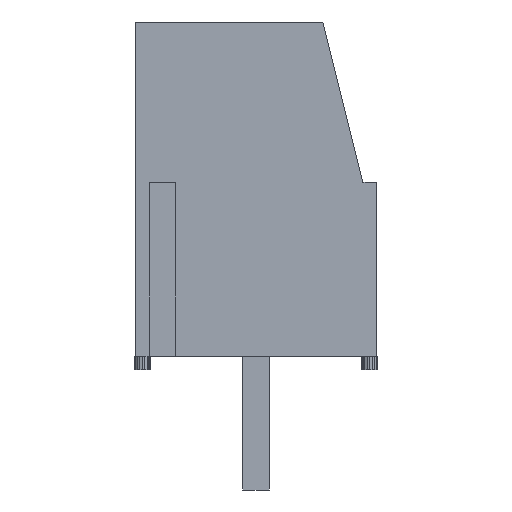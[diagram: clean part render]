
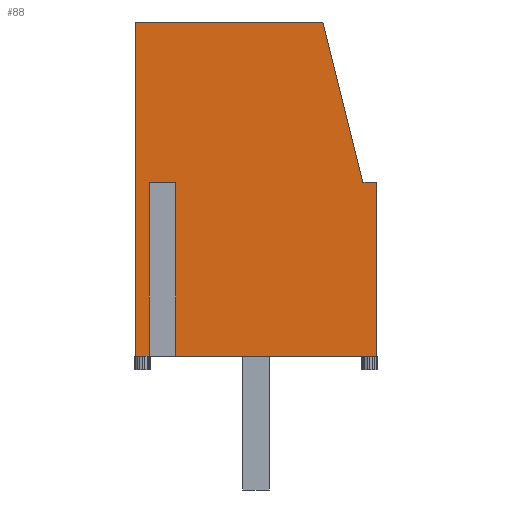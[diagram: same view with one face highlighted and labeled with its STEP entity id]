
A CAD part, left-side view. The second image highlights one B-rep face of the part: STEP entity #88.
In plain terms, the highlighted planar face has unit normal (-1, 0, 0).
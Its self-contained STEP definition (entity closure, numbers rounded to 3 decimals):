
#22 = VERTEX_POINT('',#23);
#23 = CARTESIAN_POINT('',(-2.59,3.467,7.));
#40 = VERTEX_POINT('',#41);
#41 = CARTESIAN_POINT('',(-2.59,3.533,7.));
#47 = EDGE_CURVE('',#22,#40,#48,.T.);
#48 = LINE('',#49,#50);
#49 = CARTESIAN_POINT('',(-2.59,1.891,7.));
#50 = VECTOR('',#51,1.);
#51 = DIRECTION('',(0.,1.,0.));
#62 = EDGE_CURVE('',#63,#22,#65,.T.);
#63 = VERTEX_POINT('',#64);
#64 = CARTESIAN_POINT('',(-2.59,3.467,0.5));
#65 = LINE('',#66,#67);
#66 = CARTESIAN_POINT('',(-2.59,3.467,5.109));
#67 = VECTOR('',#68,1.);
#68 = DIRECTION('',(0.,0.,1.));
#88 = ADVANCED_FACE('',(#89),#155,.F.);
#89 = FACE_BOUND('',#90,.F.);
#90 = EDGE_LOOP('',(#91,#101,#109,#117,#125,#131,#132,#133,#141,#149));
#91 = ORIENTED_EDGE('',*,*,#92,.F.);
#92 = EDGE_CURVE('',#93,#95,#97,.T.);
#93 = VERTEX_POINT('',#94);
#94 = CARTESIAN_POINT('',(-2.59,-2.5,13.));
#95 = VERTEX_POINT('',#96);
#96 = CARTESIAN_POINT('',(-2.59,4.5,13.));
#97 = LINE('',#98,#99);
#98 = CARTESIAN_POINT('',(-2.59,-2.5,13.));
#99 = VECTOR('',#100,1.);
#100 = DIRECTION('',(0.,1.,0.));
#101 = ORIENTED_EDGE('',*,*,#102,.F.);
#102 = EDGE_CURVE('',#103,#93,#105,.T.);
#103 = VERTEX_POINT('',#104);
#104 = CARTESIAN_POINT('',(-2.59,-4.,7.));
#105 = LINE('',#106,#107);
#106 = CARTESIAN_POINT('',(-2.59,-4.,7.));
#107 = VECTOR('',#108,1.);
#108 = DIRECTION('',(0.,0.243,0.97));
#109 = ORIENTED_EDGE('',*,*,#110,.F.);
#110 = EDGE_CURVE('',#111,#103,#113,.T.);
#111 = VERTEX_POINT('',#112);
#112 = CARTESIAN_POINT('',(-2.59,-4.5,7.));
#113 = LINE('',#114,#115);
#114 = CARTESIAN_POINT('',(-2.59,-4.5,7.));
#115 = VECTOR('',#116,1.);
#116 = DIRECTION('',(0.,1.,0.));
#117 = ORIENTED_EDGE('',*,*,#118,.F.);
#118 = EDGE_CURVE('',#119,#111,#121,.T.);
#119 = VERTEX_POINT('',#120);
#120 = CARTESIAN_POINT('',(-2.59,-4.5,0.5));
#121 = LINE('',#122,#123);
#122 = CARTESIAN_POINT('',(-2.59,-4.5,0.5));
#123 = VECTOR('',#124,1.);
#124 = DIRECTION('',(0.,0.,1.));
#125 = ORIENTED_EDGE('',*,*,#126,.F.);
#126 = EDGE_CURVE('',#63,#119,#127,.T.);
#127 = LINE('',#128,#129);
#128 = CARTESIAN_POINT('',(-2.59,4.5,0.5));
#129 = VECTOR('',#130,1.);
#130 = DIRECTION('',(0.,-1.,0.));
#131 = ORIENTED_EDGE('',*,*,#62,.T.);
#132 = ORIENTED_EDGE('',*,*,#47,.T.);
#133 = ORIENTED_EDGE('',*,*,#134,.F.);
#134 = EDGE_CURVE('',#135,#40,#137,.T.);
#135 = VERTEX_POINT('',#136);
#136 = CARTESIAN_POINT('',(-2.59,3.533,0.5));
#137 = LINE('',#138,#139);
#138 = CARTESIAN_POINT('',(-2.59,3.533,5.109));
#139 = VECTOR('',#140,1.);
#140 = DIRECTION('',(0.,0.,1.));
#141 = ORIENTED_EDGE('',*,*,#142,.F.);
#142 = EDGE_CURVE('',#143,#135,#145,.T.);
#143 = VERTEX_POINT('',#144);
#144 = CARTESIAN_POINT('',(-2.59,4.5,0.5));
#145 = LINE('',#146,#147);
#146 = CARTESIAN_POINT('',(-2.59,4.5,0.5));
#147 = VECTOR('',#148,1.);
#148 = DIRECTION('',(0.,-1.,0.));
#149 = ORIENTED_EDGE('',*,*,#150,.F.);
#150 = EDGE_CURVE('',#95,#143,#151,.T.);
#151 = LINE('',#152,#153);
#152 = CARTESIAN_POINT('',(-2.59,4.5,13.));
#153 = VECTOR('',#154,1.);
#154 = DIRECTION('',(0.,0.,-1.));
#155 = PLANE('',#156);
#156 = AXIS2_PLACEMENT_3D('',#157,#158,#159);
#157 = CARTESIAN_POINT('',(-2.59,0.282,6.468));
#158 = DIRECTION('',(1.,0.,0.));
#159 = DIRECTION('',(0.,0.,1.));
